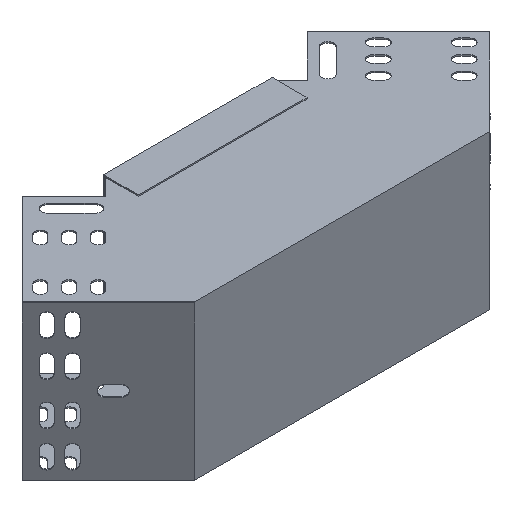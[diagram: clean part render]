
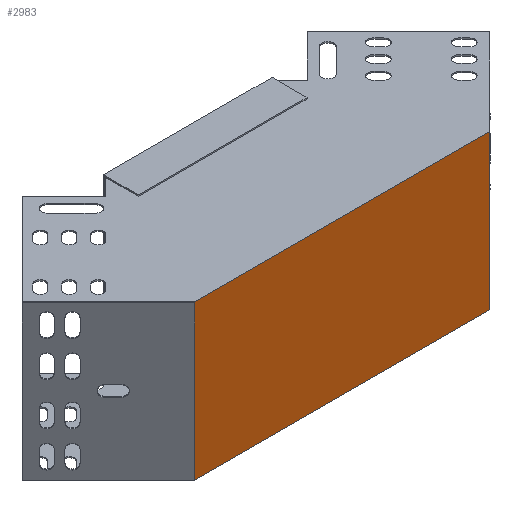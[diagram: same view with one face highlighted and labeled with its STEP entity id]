
A CAD part, isometric view. The second image highlights one B-rep face of the part: STEP entity #2983.
In plain terms, the highlighted planar face has unit normal (0, -1, 0).
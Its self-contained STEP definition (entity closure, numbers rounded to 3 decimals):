
#54 = CARTESIAN_POINT ( 'NONE',  ( 75.013, -23.927, -75.612 ) ) ;
#88 = ORIENTED_EDGE ( 'NONE', *, *, #4597, .F. ) ;
#194 = DIRECTION ( 'NONE',  ( 0., 1., 0. ) ) ;
#427 = EDGE_CURVE ( 'NONE', #5799, #1921, #6942, .T. ) ;
#512 = VERTEX_POINT ( 'NONE', #3472 ) ;
#618 = LINE ( 'NONE', #54, #3505 ) ;
#855 = ORIENTED_EDGE ( 'NONE', *, *, #3186, .T. ) ;
#944 = VECTOR ( 'NONE', #2565, 1000. ) ;
#1064 = CARTESIAN_POINT ( 'NONE',  ( 75.013, -23.927, 25.8 ) ) ;
#1290 = VECTOR ( 'NONE', #5615, 1000. ) ;
#1398 = CARTESIAN_POINT ( 'NONE',  ( -120.153, -23.927, 25.8 ) ) ;
#1648 = CARTESIAN_POINT ( 'NONE',  ( -120.153, -23.927, -75.8 ) ) ;
#1885 = PLANE ( 'NONE',  #3319 ) ;
#1921 = VERTEX_POINT ( 'NONE', #4176 ) ;
#2055 = EDGE_CURVE ( 'NONE', #512, #6361, #4410, .T. ) ;
#2208 = ORIENTED_EDGE ( 'NONE', *, *, #2055, .F. ) ;
#2328 = VECTOR ( 'NONE', #3394, 1000. ) ;
#2565 = DIRECTION ( 'NONE',  ( 1., 0., 0. ) ) ;
#2983 = ADVANCED_FACE ( 'NONE', ( #5873 ), #1885, .F. ) ;
#3091 = ORIENTED_EDGE ( 'NONE', *, *, #427, .T. ) ;
#3186 = EDGE_CURVE ( 'NONE', #1921, #6361, #618, .T. ) ;
#3319 = AXIS2_PLACEMENT_3D ( 'NONE', #5943, #194, #4237 ) ;
#3394 = DIRECTION ( 'NONE',  ( 1., 0., 0. ) ) ;
#3472 = CARTESIAN_POINT ( 'NONE',  ( -119.249, -23.927, 25.8 ) ) ;
#3505 = VECTOR ( 'NONE', #5248, 1000. ) ;
#4176 = CARTESIAN_POINT ( 'NONE',  ( 75.013, -23.927, -75.8 ) ) ;
#4237 = DIRECTION ( 'NONE',  ( 0., 0., 1. ) ) ;
#4410 = LINE ( 'NONE', #1398, #944 ) ;
#4552 = LINE ( 'NONE', #6774, #1290 ) ;
#4597 = EDGE_CURVE ( 'NONE', #5799, #512, #4552, .T. ) ;
#4763 = CARTESIAN_POINT ( 'NONE',  ( -119.249, -23.927, -75.8 ) ) ;
#5248 = DIRECTION ( 'NONE',  ( 0., 0., 1. ) ) ;
#5615 = DIRECTION ( 'NONE',  ( 0., 0., 1. ) ) ;
#5799 = VERTEX_POINT ( 'NONE', #4763 ) ;
#5873 = FACE_OUTER_BOUND ( 'NONE', #6117, .T. ) ;
#5943 = CARTESIAN_POINT ( 'NONE',  ( -118.918, -23.927, 25. ) ) ;
#6117 = EDGE_LOOP ( 'NONE', ( #3091, #855, #2208, #88 ) ) ;
#6361 = VERTEX_POINT ( 'NONE', #1064 ) ;
#6774 = CARTESIAN_POINT ( 'NONE',  ( -119.249, -23.927, -75.612 ) ) ;
#6942 = LINE ( 'NONE', #1648, #2328 ) ;
